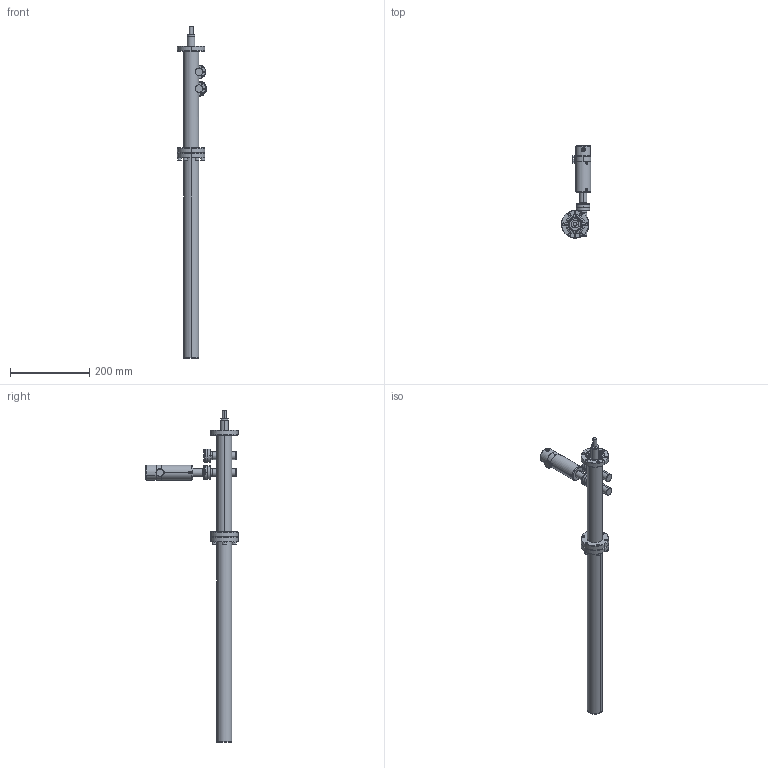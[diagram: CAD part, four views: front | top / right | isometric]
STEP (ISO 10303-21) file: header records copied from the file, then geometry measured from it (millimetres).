
FILE_DESCRIPTION (( 'STEP AP214' ), '1' );
FILE_NAME ('RPL-.75-20 ASSEMBLY.STEP', '2016-09-06T21:00:26', ( 'My Thermionics' ), ( '' ), 'SwSTEP 2.0', 'SolidWorks 2010', '' );
FILE_SCHEMA (( 'AUTOMOTIVE_DESIGN' ));
Length unit declared in the file: inch
Products named in the file (1): RPL-.75-20 ASSEMBLY
Bounding box: 73.74 x 232.03 x 836.26 mm (x, y, z)
Surface area: 219891.8 mm2 (no closed solid volume)
Topology: 0 solids, 75 shells, 601 faces, 2236 edges, 1582 vertices
Faces by surface type: plane 266, cylinder 219, cone 116
Entity records: 33287 total; most frequent: CARTESIAN_POINT 7374, DIRECTION 3718, ORIENTED_EDGE 3299, EDGE_CURVE 2216, VERTEX_POINT 1582, AXIS2_PLACEMENT_3D 1368, VECTOR 982, LINE 982
